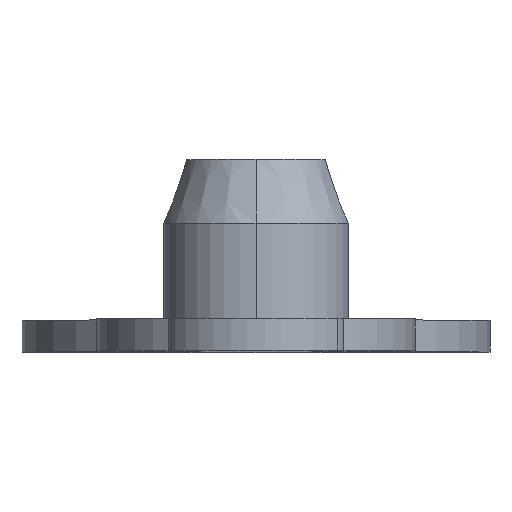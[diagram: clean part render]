
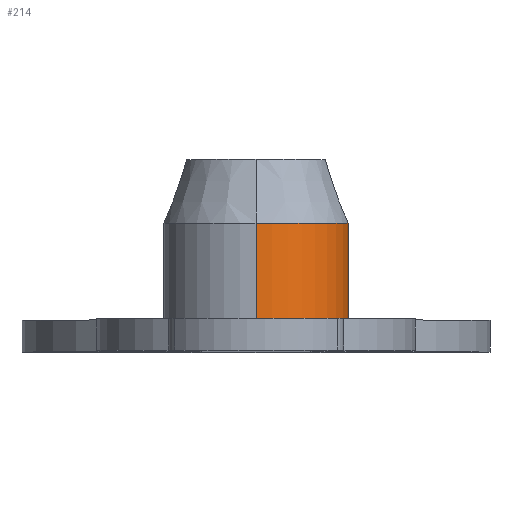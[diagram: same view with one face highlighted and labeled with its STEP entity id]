
A CAD part, top view. The second image highlights one B-rep face of the part: STEP entity #214.
In plain terms, the highlighted cylindrical face has radius 2.9 mm (diameter 5.8 mm), a partial arc.
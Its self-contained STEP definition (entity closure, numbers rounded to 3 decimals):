
#15 = EDGE_CURVE ( 'NONE', #904, #534, #186, .T. ) ;
#33 = AXIS2_PLACEMENT_3D ( 'NONE', #430, #592, #200 ) ;
#56 = FACE_OUTER_BOUND ( 'NONE', #301, .T. ) ;
#80 = VERTEX_POINT ( 'NONE', #840 ) ;
#98 = AXIS2_PLACEMENT_3D ( 'NONE', #183, #112, #191 ) ;
#112 = DIRECTION ( 'NONE',  ( 0., -1., 0. ) ) ;
#126 = EDGE_CURVE ( 'NONE', #903, #904, #414, .T. ) ;
#176 = LINE ( 'NONE', #623, #671 ) ;
#183 = CARTESIAN_POINT ( 'NONE',  ( 0., 4., 27.15 ) ) ;
#184 = EDGE_CURVE ( 'NONE', #80, #534, #176, .T. ) ;
#186 = CIRCLE ( 'NONE', #33, 2.9 ) ;
#191 = DIRECTION ( 'NONE',  ( 0., 0., 1. ) ) ;
#200 = DIRECTION ( 'NONE',  ( 0., 0., 1. ) ) ;
#212 = AXIS2_PLACEMENT_3D ( 'NONE', #921, #248, #396 ) ;
#214 = ADVANCED_FACE ( 'NONE', ( #56 ), #583, .T. ) ;
#221 = VECTOR ( 'NONE', #900, 1000. ) ;
#248 = DIRECTION ( 'NONE',  ( 0., -1., 0. ) ) ;
#301 = EDGE_LOOP ( 'NONE', ( #546, #831, #544, #347 ) ) ;
#347 = ORIENTED_EDGE ( 'NONE', *, *, #184, .F. ) ;
#360 = CIRCLE ( 'NONE', #98, 2.9 ) ;
#365 = CARTESIAN_POINT ( 'NONE',  ( 0., 6., 30.05 ) ) ;
#396 = DIRECTION ( 'NONE',  ( 0., 0., -1. ) ) ;
#414 = LINE ( 'NONE', #365, #221 ) ;
#422 = EDGE_CURVE ( 'NONE', #80, #903, #360, .T. ) ;
#430 = CARTESIAN_POINT ( 'NONE',  ( 0., 1., 27.15 ) ) ;
#534 = VERTEX_POINT ( 'NONE', #651 ) ;
#544 = ORIENTED_EDGE ( 'NONE', *, *, #15, .T. ) ;
#546 = ORIENTED_EDGE ( 'NONE', *, *, #422, .T. ) ;
#583 = CYLINDRICAL_SURFACE ( 'NONE', #212, 2.9 ) ;
#592 = DIRECTION ( 'NONE',  ( 0., 1., 0. ) ) ;
#623 = CARTESIAN_POINT ( 'NONE',  ( 0., 6., 24.25 ) ) ;
#651 = CARTESIAN_POINT ( 'NONE',  ( 0., 1., 24.25 ) ) ;
#671 = VECTOR ( 'NONE', #698, 1000. ) ;
#698 = DIRECTION ( 'NONE',  ( 0., -1., 0. ) ) ;
#768 = CARTESIAN_POINT ( 'NONE',  ( 0., 4., 30.05 ) ) ;
#831 = ORIENTED_EDGE ( 'NONE', *, *, #126, .T. ) ;
#840 = CARTESIAN_POINT ( 'NONE',  ( 0., 4., 24.25 ) ) ;
#900 = DIRECTION ( 'NONE',  ( 0., -1., 0. ) ) ;
#903 = VERTEX_POINT ( 'NONE', #768 ) ;
#904 = VERTEX_POINT ( 'NONE', #915 ) ;
#915 = CARTESIAN_POINT ( 'NONE',  ( 0., 1., 30.05 ) ) ;
#921 = CARTESIAN_POINT ( 'NONE',  ( 0., 6., 27.15 ) ) ;
